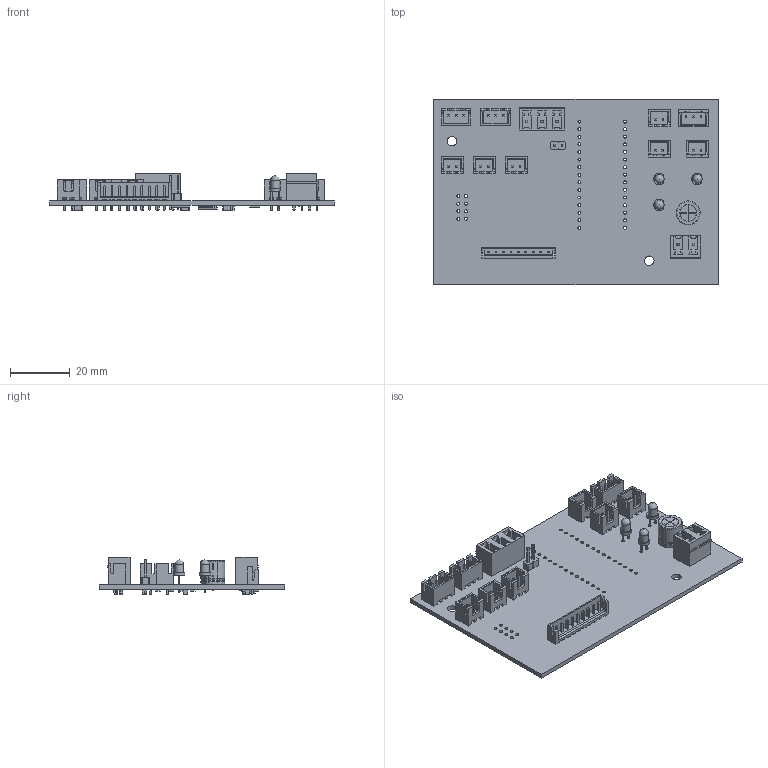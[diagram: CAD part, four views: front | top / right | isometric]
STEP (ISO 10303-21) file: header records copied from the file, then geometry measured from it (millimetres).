
FILE_DESCRIPTION(('KiCad electronic assembly'),'2;1');
FILE_NAME('Bogenampel.step','2025-12-06T11:53:08',('Pcbnew'),('Kicad'), 'Open CASCADE STEP processor 7.9','KiCad to STEP converter','Unknown' );
FILE_SCHEMA(('AUTOMOTIVE_DESIGN { 1 0 10303 214 1 1 1 1 }'));
Length unit declared in the file: millimetre
Products named in the file (13): Bogenampel 1; LED_D3.0mm; JST_XH_B2B-XH-A_1x02_P2.50mm_Vertical; JST_EH_B9B-EH-A_1x09_P2.50mm_Vertical; PhoenixContact_MCV_1,5_3-G-5.08_1x03_P5.08mm_Vertical; JST_XH_B3B-XH-A_1x03_P2.50mm_Vertical; PinHeader_1x02_P2.54mm_Vertical; PhoenixContact_MCV_1,5_2-G-5.08_1x02_P5.08mm_Vertical; CP_Radial_D8.0mm_P3.50mm; C_1206_3216Metric; R_1206_3216Metric; TSSOP-20_4.4x6.5mm_P0.65mm; Bogenampel_PCB
Assembly tree (29 placements, depth 2):
  Bogenampel 1
    LED_D3.0mm  x3
    JST_XH_B2B-XH-A_1x02_P2.50mm_Vertical  x6
    JST_EH_B9B-EH-A_1x09_P2.50mm_Vertical
    PhoenixContact_MCV_1,5_3-G-5.08_1x03_P5.08mm_Vertical
    JST_XH_B3B-XH-A_1x03_P2.50mm_Vertical  x3
    PinHeader_1x02_P2.54mm_Vertical
    PhoenixContact_MCV_1,5_2-G-5.08_1x02_P5.08mm_Vertical
    CP_Radial_D8.0mm_P3.50mm
    C_1206_3216Metric  x4
    R_1206_3216Metric  x6
    TSSOP-20_4.4x6.5mm_P0.65mm
    Bogenampel_PCB
Bounding box: 95 x 62 x 12.6 mm (x, y, z)
Volume: 12362.3 mm3; surface area: 20164.8 mm2
Topology: 29 solids, 30 shells, 2146 faces, 5618 edges, 3626 vertices
Faces by surface type: plane 1788, cylinder 323, bspline 24, revolution 6, sphere 3, torus 2
Full cylindrical faces by diameter (mm): 0.5 x2, 0.8 x2, 0.9 x6, 0.95 x18, 1 x52, 1.2 x5, 3 x3, 3.2 x2
Entity records: 46780 total; most frequent: CARTESIAN_POINT 7465, ORIENTED_EDGE 6352, DIRECTION 6022, EDGE_CURVE 3176, LINE 2664, VECTOR 2664, VERTEX_POINT 2037, AXIS2_PLACEMENT_3D 1676
